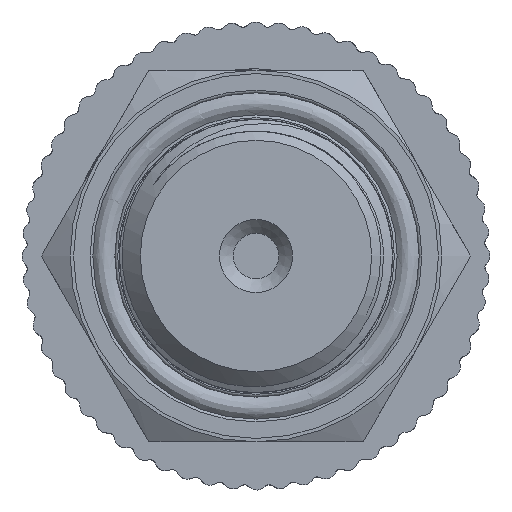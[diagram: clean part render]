
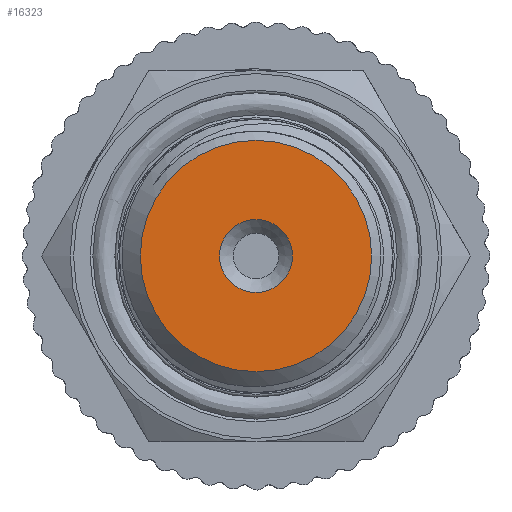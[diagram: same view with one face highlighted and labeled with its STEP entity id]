
A CAD part, left-side view. The second image highlights one B-rep face of the part: STEP entity #16323.
In plain terms, the highlighted planar face has unit normal (-1, 0, 0).
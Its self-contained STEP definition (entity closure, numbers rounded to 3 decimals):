
#607=PLANE('',#17221);
#978=FACE_BOUND('',#2305,.T.);
#1360=FACE_OUTER_BOUND('',#2304,.T.);
#2304=EDGE_LOOP('',(#12665));
#2305=EDGE_LOOP('',(#12666));
#3019=CIRCLE('',#17176,8.4);
#3046=CIRCLE('',#17220,2.65);
#7192=VERTEX_POINT('',#34314);
#7214=VERTEX_POINT('',#35672);
#9173=EDGE_CURVE('',#7192,#7192,#3019,.T.);
#9214=EDGE_CURVE('',#7214,#7214,#3046,.T.);
#12665=ORIENTED_EDGE('',*,*,#9173,.T.);
#12666=ORIENTED_EDGE('',*,*,#9214,.T.);
#16323=ADVANCED_FACE('',(#1360,#978),#607,.T.);
#17176=AXIS2_PLACEMENT_3D('',#34316,#18584,#18585);
#17220=AXIS2_PLACEMENT_3D('',#35674,#18680,#18681);
#17221=AXIS2_PLACEMENT_3D('',#35675,#18682,#18683);
#18584=DIRECTION('center_axis',(-1.,0.,0.));
#18585=DIRECTION('ref_axis',(0.,1.,0.));
#18680=DIRECTION('center_axis',(1.,0.,0.));
#18681=DIRECTION('ref_axis',(0.,0.,-1.));
#18682=DIRECTION('center_axis',(-1.,0.,0.));
#18683=DIRECTION('ref_axis',(0.,0.,1.));
#34314=CARTESIAN_POINT('',(-61.,-8.4,0.));
#34316=CARTESIAN_POINT('Origin',(-61.,0.,0.));
#35672=CARTESIAN_POINT('',(-61.,-2.65,0.));
#35674=CARTESIAN_POINT('Origin',(-61.,0.,0.));
#35675=CARTESIAN_POINT('Origin',(-61.,10.,0.));
